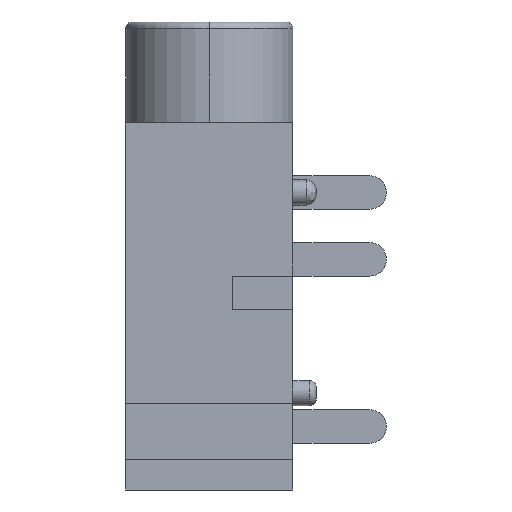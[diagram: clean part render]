
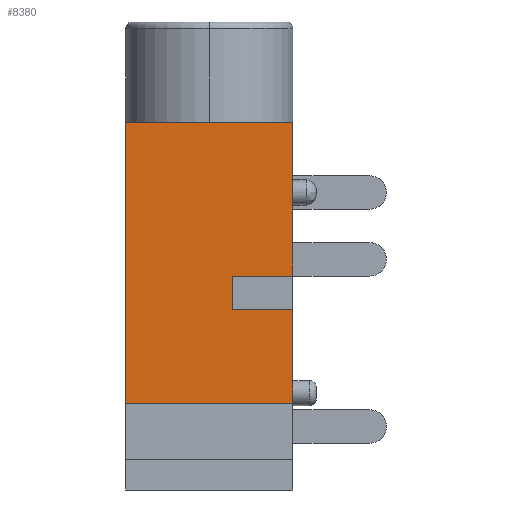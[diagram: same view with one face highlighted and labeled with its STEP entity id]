
A CAD part, left-side view. The second image highlights one B-rep face of the part: STEP entity #8380.
In plain terms, the highlighted planar face has unit normal (-1, 0, 0).
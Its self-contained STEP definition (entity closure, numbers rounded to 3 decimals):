
#37=DIRECTION('',(0.,-1.,0.));
#38=VECTOR('',#37,5.);
#39=CARTESIAN_POINT('',(-3.,2.5,0.));
#40=LINE('',#39,#38);
#177=DIRECTION('',(0.,1.,0.));
#178=VECTOR('',#177,1.8);
#179=CARTESIAN_POINT('',(-3.,-2.5,-4.6));
#180=LINE('',#179,#178);
#181=DIRECTION('',(0.,0.,-1.));
#182=VECTOR('',#181,1.);
#183=CARTESIAN_POINT('',(-3.,-0.7,-4.6));
#184=LINE('',#183,#182);
#185=DIRECTION('',(0.,1.,0.));
#186=VECTOR('',#185,1.8);
#187=CARTESIAN_POINT('',(-3.,-2.5,-5.6));
#188=LINE('',#187,#186);
#189=DIRECTION('',(0.,-1.,0.));
#190=VECTOR('',#189,5.);
#191=CARTESIAN_POINT('',(-3.,2.5,-8.4));
#192=LINE('',#191,#190);
#193=DIRECTION('',(0.,0.,-1.));
#194=VECTOR('',#193,8.4);
#195=CARTESIAN_POINT('',(-3.,2.5,0.));
#196=LINE('',#195,#194);
#389=DIRECTION('',(0.,0.,-1.));
#390=VECTOR('',#389,2.8);
#391=CARTESIAN_POINT('',(-3.,-2.5,-5.6));
#392=LINE('',#391,#390);
#421=DIRECTION('',(0.,0.,-1.));
#422=VECTOR('',#421,4.6);
#423=CARTESIAN_POINT('',(-3.,-2.5,0.));
#424=LINE('',#423,#422);
#6119=CARTESIAN_POINT('',(-3.,2.5,0.));
#6120=CARTESIAN_POINT('',(-3.,-2.5,0.));
#6121=VERTEX_POINT('',#6119);
#6122=VERTEX_POINT('',#6120);
#6177=CARTESIAN_POINT('',(-3.,2.5,-8.4));
#6178=VERTEX_POINT('',#6177);
#6253=CARTESIAN_POINT('',(-3.,-2.5,-8.4));
#6254=VERTEX_POINT('',#6253);
#6407=CARTESIAN_POINT('',(-3.,-2.5,-4.6));
#6408=CARTESIAN_POINT('',(-3.,-0.7,-4.6));
#6409=VERTEX_POINT('',#6407);
#6410=VERTEX_POINT('',#6408);
#6411=CARTESIAN_POINT('',(-3.,-0.7,-5.6));
#6412=VERTEX_POINT('',#6411);
#6413=CARTESIAN_POINT('',(-3.,-2.5,-5.6));
#6414=VERTEX_POINT('',#6413);
#8358=CARTESIAN_POINT('',(-3.,2.5,0.));
#8359=DIRECTION('',(-1.,0.,0.));
#8360=DIRECTION('',(0.,-1.,0.));
#8361=AXIS2_PLACEMENT_3D('',#8358,#8359,#8360);
#8362=PLANE('',#8361);
#8364=ORIENTED_EDGE('',*,*,#8363,.T.);
#8366=ORIENTED_EDGE('',*,*,#8365,.T.);
#8368=ORIENTED_EDGE('',*,*,#8367,.F.);
#8370=ORIENTED_EDGE('',*,*,#8369,.T.);
#8372=ORIENTED_EDGE('',*,*,#8371,.F.);
#8374=ORIENTED_EDGE('',*,*,#8373,.F.);
#8375=ORIENTED_EDGE('',*,*,#8154,.T.);
#8377=ORIENTED_EDGE('',*,*,#8376,.T.);
#8378=EDGE_LOOP('',(#8364,#8366,#8368,#8370,#8372,#8374,#8375,#8377));
#8379=FACE_OUTER_BOUND('',#8378,.F.);
#8154=EDGE_CURVE('',#6121,#6122,#40,.T.);
#8363=EDGE_CURVE('',#6409,#6410,#180,.T.);
#8365=EDGE_CURVE('',#6410,#6412,#184,.T.);
#8367=EDGE_CURVE('',#6414,#6412,#188,.T.);
#8369=EDGE_CURVE('',#6414,#6254,#392,.T.);
#8371=EDGE_CURVE('',#6178,#6254,#192,.T.);
#8373=EDGE_CURVE('',#6121,#6178,#196,.T.);
#8376=EDGE_CURVE('',#6122,#6409,#424,.T.);
#8380=ADVANCED_FACE('',(#8379),#8362,.T.);
